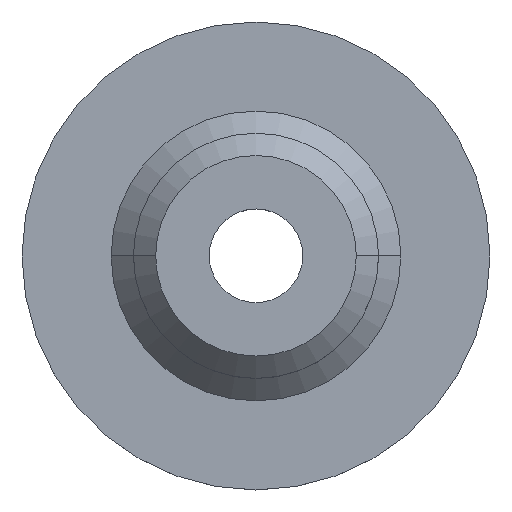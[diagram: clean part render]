
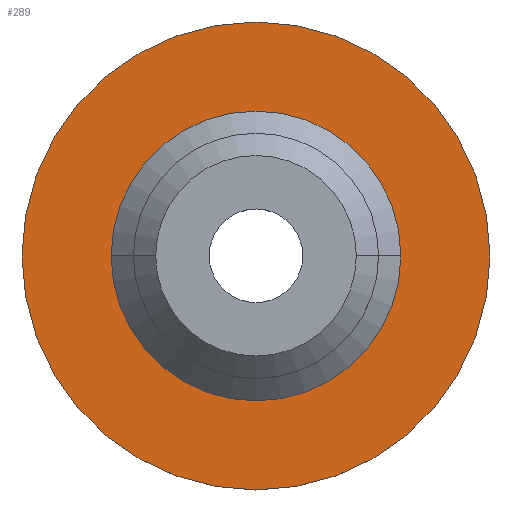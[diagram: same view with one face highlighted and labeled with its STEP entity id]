
A CAD part, top view. The second image highlights one B-rep face of the part: STEP entity #289.
In plain terms, the highlighted planar face has unit normal (0, 0, 1).
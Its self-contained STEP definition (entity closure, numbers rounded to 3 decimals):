
#3 = DIRECTION ( 'NONE',  ( -1., 0., 0. ) ) ;
#11 = VERTEX_POINT ( 'NONE', #82 ) ;
#25 = EDGE_CURVE ( 'NONE', #11, #260, #408, .T. ) ;
#43 = EDGE_LOOP ( 'NONE', ( #463, #395 ) ) ;
#66 = CARTESIAN_POINT ( 'NONE',  ( 0., 0., 1.8 ) ) ;
#77 = CARTESIAN_POINT ( 'NONE',  ( -6.5, 0., 1.8 ) ) ;
#78 = AXIS2_PLACEMENT_3D ( 'NONE', #390, #272, #426 ) ;
#82 = CARTESIAN_POINT ( 'NONE',  ( -10.5, 0., 1.8 ) ) ;
#87 = DIRECTION ( 'NONE',  ( -1., 0., 0. ) ) ;
#122 = DIRECTION ( 'NONE',  ( 0., 0., -1. ) ) ;
#142 = PLANE ( 'NONE',  #159 ) ;
#153 = CARTESIAN_POINT ( 'NONE',  ( 0., 0., 1.8 ) ) ;
#159 = AXIS2_PLACEMENT_3D ( 'NONE', #480, #295, #298 ) ;
#162 = CIRCLE ( 'NONE', #78, 6.5 ) ;
#169 = ORIENTED_EDGE ( 'NONE', *, *, #443, .T. ) ;
#173 = FACE_BOUND ( 'NONE', #267, .T. ) ;
#178 = AXIS2_PLACEMENT_3D ( 'NONE', #66, #374, #409 ) ;
#192 = DIRECTION ( 'NONE',  ( 0., 0., -1. ) ) ;
#234 = ORIENTED_EDGE ( 'NONE', *, *, #442, .T. ) ;
#260 = VERTEX_POINT ( 'NONE', #406 ) ;
#266 = EDGE_CURVE ( 'NONE', #260, #11, #399, .T. ) ;
#267 = EDGE_LOOP ( 'NONE', ( #234, #169 ) ) ;
#272 = DIRECTION ( 'NONE',  ( 0., 0., -1. ) ) ;
#289 = ADVANCED_FACE ( 'NONE', ( #173, #474 ), #142, .F. ) ;
#295 = DIRECTION ( 'NONE',  ( 0., 0., -1. ) ) ;
#298 = DIRECTION ( 'NONE',  ( -1., 0., 0. ) ) ;
#310 = CARTESIAN_POINT ( 'NONE',  ( 0., 0., 1.8 ) ) ;
#355 = AXIS2_PLACEMENT_3D ( 'NONE', #153, #192, #3 ) ;
#371 = VERTEX_POINT ( 'NONE', #392 ) ;
#374 = DIRECTION ( 'NONE',  ( 0., 0., -1. ) ) ;
#385 = CIRCLE ( 'NONE', #355, 6.5 ) ;
#390 = CARTESIAN_POINT ( 'NONE',  ( 0., 0., 1.8 ) ) ;
#392 = CARTESIAN_POINT ( 'NONE',  ( 6.5, 0., 1.8 ) ) ;
#395 = ORIENTED_EDGE ( 'NONE', *, *, #266, .F. ) ;
#399 = CIRCLE ( 'NONE', #178, 10.5 ) ;
#406 = CARTESIAN_POINT ( 'NONE',  ( 10.5, 0., 1.8 ) ) ;
#408 = CIRCLE ( 'NONE', #440, 10.5 ) ;
#409 = DIRECTION ( 'NONE',  ( -1., 0., 0. ) ) ;
#425 = VERTEX_POINT ( 'NONE', #77 ) ;
#426 = DIRECTION ( 'NONE',  ( -1., 0., 0. ) ) ;
#440 = AXIS2_PLACEMENT_3D ( 'NONE', #310, #122, #87 ) ;
#442 = EDGE_CURVE ( 'NONE', #425, #371, #385, .T. ) ;
#443 = EDGE_CURVE ( 'NONE', #371, #425, #162, .T. ) ;
#463 = ORIENTED_EDGE ( 'NONE', *, *, #25, .F. ) ;
#474 = FACE_OUTER_BOUND ( 'NONE', #43, .T. ) ;
#480 = CARTESIAN_POINT ( 'NONE',  ( 5.5, 0., 1.8 ) ) ;
